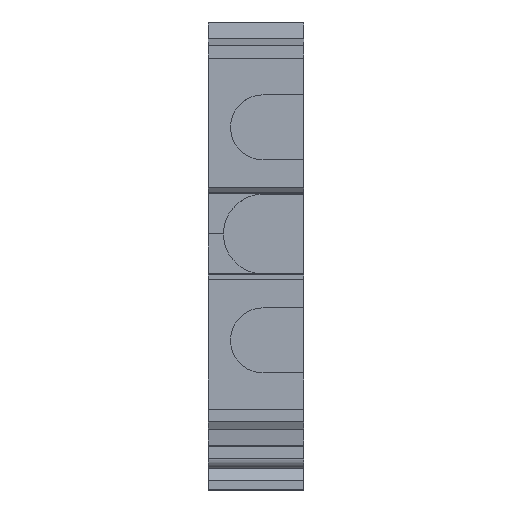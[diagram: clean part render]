
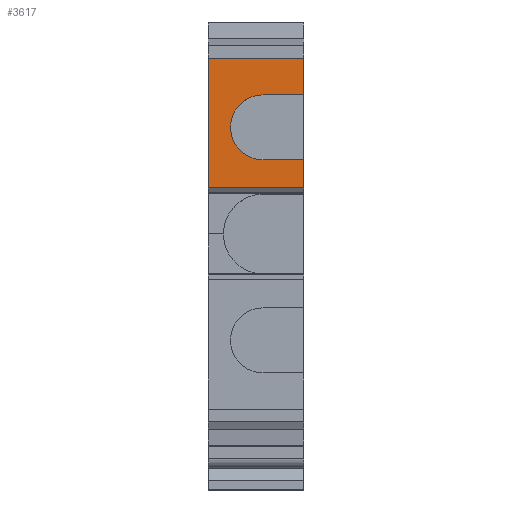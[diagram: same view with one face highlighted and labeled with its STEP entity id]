
A CAD part, top view. The second image highlights one B-rep face of the part: STEP entity #3617.
In plain terms, the highlighted planar face has unit normal (0, 0, 1).
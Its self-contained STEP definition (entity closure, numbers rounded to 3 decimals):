
#1503=AXIS2_PLACEMENT_3D('Plane Axis2P3D',#1500,#1501,#1502) ;
#2934=AXIS2_PLACEMENT_3D('Circle Axis2P3D',#2932,#2933,$) ;
#744=CARTESIAN_POINT('Vertex',(5.05,22.871,24.)) ;
#747=CARTESIAN_POINT('Line Origine',(5.05,21.898,24.)) ;
#751=CARTESIAN_POINT('Vertex',(5.05,20.925,24.)) ;
#772=CARTESIAN_POINT('Vertex',(5.05,17.475,24.)) ;
#775=CARTESIAN_POINT('Line Origine',(5.05,16.73,24.)) ;
#779=CARTESIAN_POINT('Vertex',(5.05,15.985,24.)) ;
#1072=CARTESIAN_POINT('Line Origine',(2.525,15.985,24.)) ;
#1076=CARTESIAN_POINT('Vertex',(0.,15.985,24.)) ;
#1500=CARTESIAN_POINT('Axis2P3D Location',(0.,15.985,24.)) ;
#2899=CARTESIAN_POINT('Line Origine',(2.525,22.871,24.)) ;
#2903=CARTESIAN_POINT('Vertex',(0.,22.871,24.)) ;
#2927=CARTESIAN_POINT('Vertex',(2.9,20.925,24.)) ;
#2932=CARTESIAN_POINT('Axis2P3D Location',(2.9,19.2,24.)) ;
#2936=CARTESIAN_POINT('Vertex',(2.9,17.475,24.)) ;
#3328=CARTESIAN_POINT('Line Origine',(3.975,20.925,24.)) ;
#3362=CARTESIAN_POINT('Line Origine',(3.975,17.475,24.)) ;
#3586=CARTESIAN_POINT('Line Origine',(0.,21.898,24.)) ;
#3590=CARTESIAN_POINT('Vertex',(0.,20.925,24.)) ;
#3593=CARTESIAN_POINT('Line Origine',(0.,19.2,24.)) ;
#3597=CARTESIAN_POINT('Vertex',(0.,17.475,24.)) ;
#3600=CARTESIAN_POINT('Line Origine',(0.,16.73,24.)) ;
#748=DIRECTION('Vector Direction',(0.,1.,0.)) ;
#776=DIRECTION('Vector Direction',(0.,1.,0.)) ;
#1073=DIRECTION('Vector Direction',(-1.,0.,0.)) ;
#1501=DIRECTION('Axis2P3D Direction',(0.,0.,-1.)) ;
#1502=DIRECTION('Axis2P3D XDirection',(0.,1.,0.)) ;
#2900=DIRECTION('Vector Direction',(-1.,0.,0.)) ;
#2933=DIRECTION('Axis2P3D Direction',(0.,0.,1.)) ;
#3329=DIRECTION('Vector Direction',(-1.,0.,0.)) ;
#3363=DIRECTION('Vector Direction',(-1.,0.,0.)) ;
#3587=DIRECTION('Vector Direction',(0.,1.,0.)) ;
#3594=DIRECTION('Vector Direction',(0.,-1.,0.)) ;
#3601=DIRECTION('Vector Direction',(0.,1.,0.)) ;
#749=VECTOR('Line Direction',#748,1.) ;
#777=VECTOR('Line Direction',#776,1.) ;
#1074=VECTOR('Line Direction',#1073,1.) ;
#2901=VECTOR('Line Direction',#2900,1.) ;
#3330=VECTOR('Line Direction',#3329,1.) ;
#3364=VECTOR('Line Direction',#3363,1.) ;
#3588=VECTOR('Line Direction',#3587,1.) ;
#3595=VECTOR('Line Direction',#3594,1.) ;
#3602=VECTOR('Line Direction',#3601,1.) ;
#3606=ORIENTED_EDGE('',*,*,#2905,.T.) ;
#3607=ORIENTED_EDGE('',*,*,#3592,.F.) ;
#3608=ORIENTED_EDGE('',*,*,#3599,.F.) ;
#3609=ORIENTED_EDGE('',*,*,#3604,.F.) ;
#3610=ORIENTED_EDGE('',*,*,#1078,.F.) ;
#3611=ORIENTED_EDGE('',*,*,#781,.F.) ;
#3612=ORIENTED_EDGE('',*,*,#3366,.F.) ;
#3613=ORIENTED_EDGE('',*,*,#2938,.F.) ;
#3614=ORIENTED_EDGE('',*,*,#3332,.F.) ;
#3615=ORIENTED_EDGE('',*,*,#753,.F.) ;
#3617=ADVANCED_FACE('MLD',(#3616),#1504,.F.) ;
#2935=CIRCLE('generated circle',#2934,1.725) ;
#753=EDGE_CURVE('',#745,#752,#750,.F.) ;
#781=EDGE_CURVE('',#773,#780,#778,.F.) ;
#1078=EDGE_CURVE('',#780,#1077,#1075,.T.) ;
#2905=EDGE_CURVE('',#745,#2904,#2902,.T.) ;
#2938=EDGE_CURVE('',#2928,#2937,#2935,.T.) ;
#3332=EDGE_CURVE('',#752,#2928,#3331,.T.) ;
#3366=EDGE_CURVE('',#2937,#773,#3365,.F.) ;
#3592=EDGE_CURVE('',#3591,#2904,#3589,.T.) ;
#3599=EDGE_CURVE('',#3598,#3591,#3596,.F.) ;
#3604=EDGE_CURVE('',#1077,#3598,#3603,.T.) ;
#3605=EDGE_LOOP('',(#3606,#3607,#3608,#3609,#3610,#3611,#3612,#3613,#3614,#3615)) ;
#3616=FACE_OUTER_BOUND('',#3605,.T.) ;
#750=LINE('Line',#747,#749) ;
#778=LINE('Line',#775,#777) ;
#1075=LINE('Line',#1072,#1074) ;
#2902=LINE('Line',#2899,#2901) ;
#3331=LINE('Line',#3328,#3330) ;
#3365=LINE('Line',#3362,#3364) ;
#3589=LINE('Line',#3586,#3588) ;
#3596=LINE('Line',#3593,#3595) ;
#3603=LINE('Line',#3600,#3602) ;
#1504=PLANE('',#1503) ;
#745=VERTEX_POINT('',#744) ;
#752=VERTEX_POINT('',#751) ;
#773=VERTEX_POINT('',#772) ;
#780=VERTEX_POINT('',#779) ;
#1077=VERTEX_POINT('',#1076) ;
#2904=VERTEX_POINT('',#2903) ;
#2928=VERTEX_POINT('',#2927) ;
#2937=VERTEX_POINT('',#2936) ;
#3591=VERTEX_POINT('',#3590) ;
#3598=VERTEX_POINT('',#3597) ;
